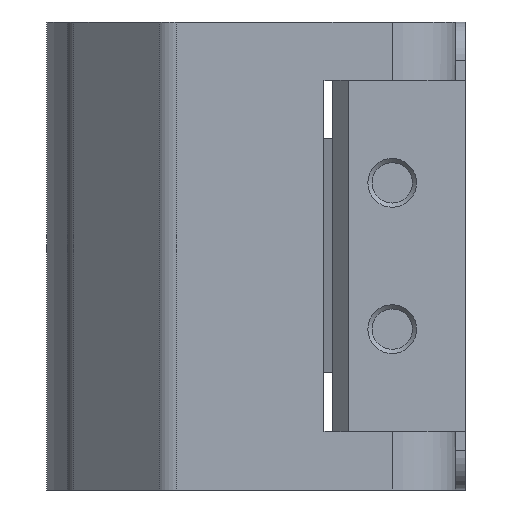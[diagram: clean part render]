
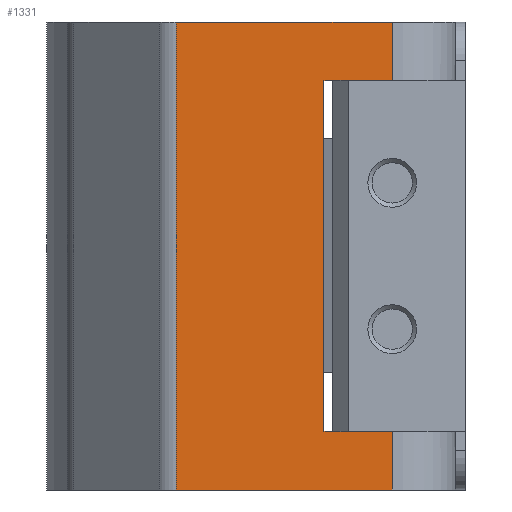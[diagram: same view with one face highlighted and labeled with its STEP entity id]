
A CAD part, left-side view. The second image highlights one B-rep face of the part: STEP entity #1331.
In plain terms, the highlighted planar face has unit normal (-1, 0, 0).
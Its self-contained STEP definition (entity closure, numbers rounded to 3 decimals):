
#29=PLANE('',#1440);
#134=LINE('',#1983,#274);
#140=LINE('',#2006,#280);
#147=LINE('',#2034,#287);
#152=LINE('',#2053,#292);
#154=LINE('',#2059,#294);
#155=LINE('',#2060,#295);
#156=LINE('',#2062,#296);
#157=LINE('',#2064,#297);
#158=LINE('',#2065,#298);
#159=LINE('',#2066,#299);
#274=VECTOR('',#1572,1000.);
#280=VECTOR('',#1592,1000.);
#287=VECTOR('',#1615,1000.);
#292=VECTOR('',#1634,1000.);
#294=VECTOR('',#1640,1000.);
#295=VECTOR('',#1641,1000.);
#296=VECTOR('',#1642,1000.);
#297=VECTOR('',#1643,1000.);
#298=VECTOR('',#1644,1000.);
#299=VECTOR('',#1645,1000.);
#466=ORIENTED_EDGE('',*,*,#858,.F.);
#467=ORIENTED_EDGE('',*,*,#820,.T.);
#468=ORIENTED_EDGE('',*,*,#859,.T.);
#469=ORIENTED_EDGE('',*,*,#860,.F.);
#470=ORIENTED_EDGE('',*,*,#861,.F.);
#471=ORIENTED_EDGE('',*,*,#855,.T.);
#472=ORIENTED_EDGE('',*,*,#862,.T.);
#473=ORIENTED_EDGE('',*,*,#846,.F.);
#474=ORIENTED_EDGE('',*,*,#863,.F.);
#475=ORIENTED_EDGE('',*,*,#832,.F.);
#820=EDGE_CURVE('',#1021,#1020,#134,.T.);
#832=EDGE_CURVE('',#1031,#1032,#140,.T.);
#846=EDGE_CURVE('',#1043,#1044,#147,.T.);
#855=EDGE_CURVE('',#1051,#1050,#152,.T.);
#858=EDGE_CURVE('',#1021,#1031,#154,.T.);
#859=EDGE_CURVE('',#1020,#1053,#155,.T.);
#860=EDGE_CURVE('',#1054,#1053,#156,.T.);
#861=EDGE_CURVE('',#1051,#1054,#157,.T.);
#862=EDGE_CURVE('',#1050,#1044,#158,.T.);
#863=EDGE_CURVE('',#1032,#1043,#159,.T.);
#1020=VERTEX_POINT('',#1982);
#1021=VERTEX_POINT('',#1984);
#1031=VERTEX_POINT('',#2007);
#1032=VERTEX_POINT('',#2008);
#1043=VERTEX_POINT('',#2033);
#1044=VERTEX_POINT('',#2035);
#1050=VERTEX_POINT('',#2052);
#1051=VERTEX_POINT('',#2054);
#1053=VERTEX_POINT('',#2061);
#1054=VERTEX_POINT('',#2063);
#1152=EDGE_LOOP('',(#466,#467,#468,#469,#470,#471,#472,#473,#474,#475));
#1230=FACE_BOUND('',#1152,.T.);
#1331=ADVANCED_FACE('',(#1230),#29,.F.);
#1440=AXIS2_PLACEMENT_3D('',#2058,#1638,#1639);
#1572=DIRECTION('',(0.,-1.,0.));
#1592=DIRECTION('',(0.,-1.,0.));
#1615=DIRECTION('',(0.,0.,-1.));
#1634=DIRECTION('',(0.,0.,-1.));
#1638=DIRECTION('',(1.,0.,0.));
#1639=DIRECTION('',(0.,0.,-1.));
#1640=DIRECTION('',(0.,0.,-1.));
#1641=DIRECTION('',(0.,-1.,0.));
#1642=DIRECTION('',(0.,0.,-1.));
#1643=DIRECTION('',(0.,-1.,0.));
#1644=DIRECTION('',(0.,-1.,0.));
#1645=DIRECTION('',(0.,-1.,0.));
#1982=CARTESIAN_POINT('',(-6.5,6.,18.));
#1983=CARTESIAN_POINT('',(-6.5,7.,18.));
#1984=CARTESIAN_POINT('',(-6.5,7.,18.));
#2006=CARTESIAN_POINT('',(-6.5,7.,-18.));
#2007=CARTESIAN_POINT('',(-6.5,7.,-18.));
#2008=CARTESIAN_POINT('',(-6.5,6.,-18.));
#2033=CARTESIAN_POINT('',(-6.5,0.,-18.));
#2034=CARTESIAN_POINT('',(-6.5,0.,24.));
#2035=CARTESIAN_POINT('',(-6.5,0.,-24.));
#2052=CARTESIAN_POINT('',(-6.5,22.126,-24.));
#2053=CARTESIAN_POINT('',(-6.5,22.126,24.));
#2054=CARTESIAN_POINT('',(-6.5,22.126,24.));
#2058=CARTESIAN_POINT('',(-6.5,22.126,24.));
#2059=CARTESIAN_POINT('',(-6.5,7.,18.));
#2060=CARTESIAN_POINT('',(-6.5,7.,18.));
#2061=CARTESIAN_POINT('',(-6.5,0.,18.));
#2062=CARTESIAN_POINT('',(-6.5,0.,24.));
#2063=CARTESIAN_POINT('',(-6.5,0.,24.));
#2064=CARTESIAN_POINT('',(-6.5,22.126,24.));
#2065=CARTESIAN_POINT('',(-6.5,22.126,-24.));
#2066=CARTESIAN_POINT('',(-6.5,7.,-18.));
